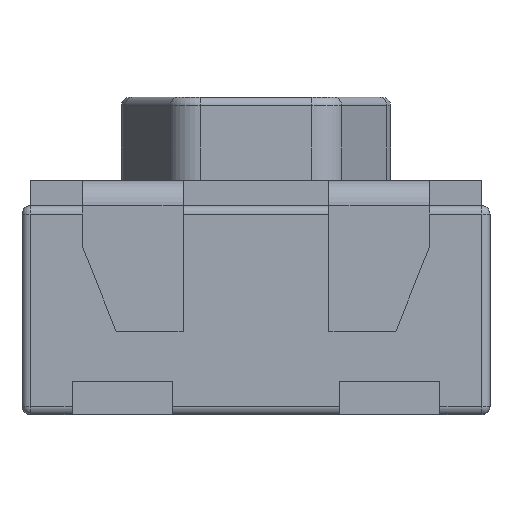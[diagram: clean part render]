
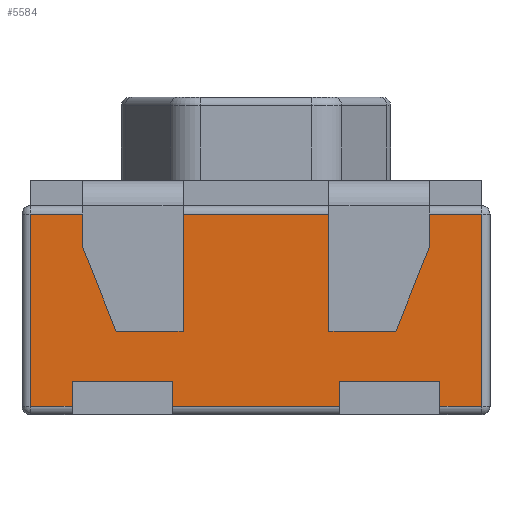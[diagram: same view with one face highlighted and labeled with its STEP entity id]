
A CAD part, left-side view. The second image highlights one B-rep face of the part: STEP entity #5584.
In plain terms, the highlighted planar face has unit normal (-1, 0, 0).
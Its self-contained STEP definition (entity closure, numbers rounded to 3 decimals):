
#624=FACE_OUTER_BOUND('',#961,.T.);
#961=EDGE_LOOP('',(#3865,#3866,#3867,#3868,#3869,#3870,#3871,#3872,#3873,
#3874,#3875,#3876));
#1326=LINE('',#8233,#1850);
#1330=LINE('',#8241,#1854);
#1333=LINE('',#8249,#1857);
#1337=LINE('',#8260,#1861);
#1341=LINE('',#8268,#1865);
#1344=LINE('',#8276,#1868);
#1359=LINE('',#8312,#1883);
#1360=LINE('',#8314,#1884);
#1361=LINE('',#8316,#1885);
#1362=LINE('',#8318,#1886);
#1363=LINE('',#8320,#1887);
#1364=LINE('',#8321,#1888);
#1850=VECTOR('',#6675,10.);
#1854=VECTOR('',#6681,10.);
#1857=VECTOR('',#6688,10.);
#1861=VECTOR('',#6698,10.);
#1865=VECTOR('',#6704,10.);
#1868=VECTOR('',#6711,10.);
#1883=VECTOR('',#6744,10.);
#1884=VECTOR('',#6745,10.);
#1885=VECTOR('',#6746,10.);
#1886=VECTOR('',#6747,10.);
#1887=VECTOR('',#6748,10.);
#1888=VECTOR('',#6749,10.);
#2357=VERTEX_POINT('',#8231);
#2358=VERTEX_POINT('',#8232);
#2361=VERTEX_POINT('',#8240);
#2364=VERTEX_POINT('',#8248);
#2367=VERTEX_POINT('',#8258);
#2368=VERTEX_POINT('',#8259);
#2371=VERTEX_POINT('',#8267);
#2374=VERTEX_POINT('',#8275);
#2387=VERTEX_POINT('',#8313);
#2388=VERTEX_POINT('',#8315);
#2389=VERTEX_POINT('',#8317);
#2390=VERTEX_POINT('',#8319);
#2908=EDGE_CURVE('',#2357,#2358,#1326,.T.);
#2912=EDGE_CURVE('',#2358,#2361,#1330,.T.);
#2916=EDGE_CURVE('',#2364,#2357,#1333,.T.);
#2921=EDGE_CURVE('',#2367,#2368,#1337,.T.);
#2925=EDGE_CURVE('',#2368,#2371,#1341,.T.);
#2929=EDGE_CURVE('',#2374,#2367,#1344,.T.);
#2947=EDGE_CURVE('',#2374,#2361,#1359,.T.);
#2948=EDGE_CURVE('',#2387,#2371,#1360,.T.);
#2949=EDGE_CURVE('',#2388,#2387,#1361,.T.);
#2950=EDGE_CURVE('',#2389,#2388,#1362,.T.);
#2951=EDGE_CURVE('',#2390,#2389,#1363,.T.);
#2952=EDGE_CURVE('',#2364,#2390,#1364,.T.);
#3865=ORIENTED_EDGE('',*,*,#2916,.T.);
#3866=ORIENTED_EDGE('',*,*,#2908,.T.);
#3867=ORIENTED_EDGE('',*,*,#2912,.T.);
#3868=ORIENTED_EDGE('',*,*,#2947,.F.);
#3869=ORIENTED_EDGE('',*,*,#2929,.T.);
#3870=ORIENTED_EDGE('',*,*,#2921,.T.);
#3871=ORIENTED_EDGE('',*,*,#2925,.T.);
#3872=ORIENTED_EDGE('',*,*,#2948,.F.);
#3873=ORIENTED_EDGE('',*,*,#2949,.F.);
#3874=ORIENTED_EDGE('',*,*,#2950,.F.);
#3875=ORIENTED_EDGE('',*,*,#2951,.F.);
#3876=ORIENTED_EDGE('',*,*,#2952,.F.);
#5437=PLANE('',#6087);
#5584=ADVANCED_FACE('',(#624),#5437,.T.);
#6087=AXIS2_PLACEMENT_3D('',#8311,#6742,#6743);
#6675=DIRECTION('',(0.,-1.,0.));
#6681=DIRECTION('',(0.,0.,-1.));
#6688=DIRECTION('',(0.,0.,1.));
#6698=DIRECTION('',(0.,-1.,0.));
#6704=DIRECTION('',(0.,0.,-1.));
#6711=DIRECTION('',(0.,0.,1.));
#6742=DIRECTION('center_axis',(-1.,0.,0.));
#6743=DIRECTION('ref_axis',(0.,-1.,0.));
#6744=DIRECTION('',(0.,1.,0.));
#6745=DIRECTION('',(0.,1.,0.));
#6746=DIRECTION('',(0.,0.,-1.));
#6747=DIRECTION('',(0.,-1.,0.));
#6748=DIRECTION('',(0.,0.,1.));
#6749=DIRECTION('',(0.,1.,0.));
#8231=CARTESIAN_POINT('',(-1.95,1.1,0.2));
#8232=CARTESIAN_POINT('',(-1.95,0.5,0.2));
#8233=CARTESIAN_POINT('',(-1.95,1.1,0.2));
#8240=CARTESIAN_POINT('',(-1.95,0.5,0.05));
#8241=CARTESIAN_POINT('',(-1.95,0.5,0.));
#8248=CARTESIAN_POINT('',(-1.95,1.1,0.05));
#8249=CARTESIAN_POINT('',(-1.95,1.1,0.));
#8258=CARTESIAN_POINT('',(-1.95,-0.5,0.2));
#8259=CARTESIAN_POINT('',(-1.95,-1.1,0.2));
#8260=CARTESIAN_POINT('',(-1.95,0.3,0.2));
#8267=CARTESIAN_POINT('',(-1.95,-1.1,0.05));
#8268=CARTESIAN_POINT('',(-1.95,-1.1,0.));
#8275=CARTESIAN_POINT('',(-1.95,-0.5,0.05));
#8276=CARTESIAN_POINT('',(-1.95,-0.5,0.));
#8311=CARTESIAN_POINT('Origin',(-1.95,1.4,0.));
#8312=CARTESIAN_POINT('',(-1.95,0.7,0.05));
#8313=CARTESIAN_POINT('',(-1.95,-1.35,0.05));
#8314=CARTESIAN_POINT('',(-1.95,0.7,0.05));
#8315=CARTESIAN_POINT('',(-1.95,-1.35,1.2));
#8316=CARTESIAN_POINT('',(-1.95,-1.35,0.));
#8317=CARTESIAN_POINT('',(-1.95,1.35,1.2));
#8318=CARTESIAN_POINT('',(-1.95,0.7,1.2));
#8319=CARTESIAN_POINT('',(-1.95,1.35,0.05));
#8320=CARTESIAN_POINT('',(-1.95,1.35,0.));
#8321=CARTESIAN_POINT('',(-1.95,0.7,0.05));
